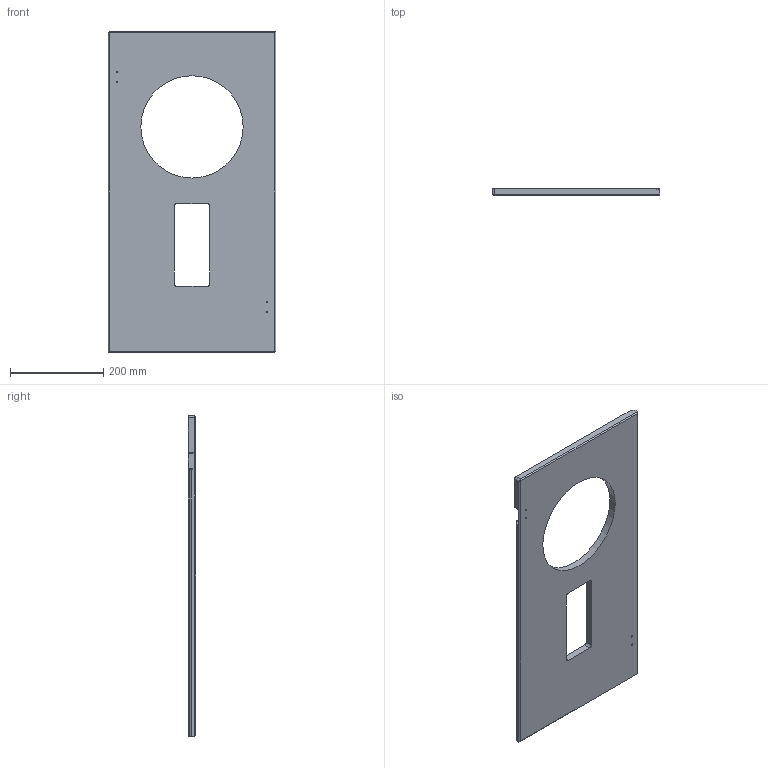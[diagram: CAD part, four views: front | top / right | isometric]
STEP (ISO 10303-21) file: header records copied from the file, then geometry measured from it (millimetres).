
FILE_DESCRIPTION(/* description */ (''),/* implementation_level */ '2;1');
FILE_NAME(/* name */ 'Updated Cover (Vibrometer).stp',/* time_stamp */ '2025-04-17T15:08:52-04:00',/* author */ ('mayhe'),/* organization */ (''),/* preprocessor_version */ 'ST-DEVELOPER v20',/* originating_system */ 'Autodesk Inventor 2025',/* authorisation */ '');
FILE_SCHEMA (('AUTOMOTIVE_DESIGN { 1 0 10303 214 3 1 1 }'));
Length unit declared in the file: millimetre
Products named in the file (1): Updated Cover (Vibrometer)
Bounding box: 360 x 15.88 x 690 mm (x, y, z)
Volume: 3059349.4 mm3; surface area: 449834 mm2
Topology: 1 solids, 1 shells, 163 faces, 423 edges, 262 vertices
Faces by surface type: cylinder 73, cone 62, plane 28
Full cylindrical faces by diameter (mm): 3.242 x4, 4.134 x54, 4.917 x4, 220 x1
Entity records: 4730 total; most frequent: DIRECTION 849, CARTESIAN_POINT 791, ORIENTED_EDGE 730, EDGE_CURVE 365, AXIS2_PLACEMENT_3D 320, VERTEX_POINT 262, EDGE_LOOP 233, LINE 209
